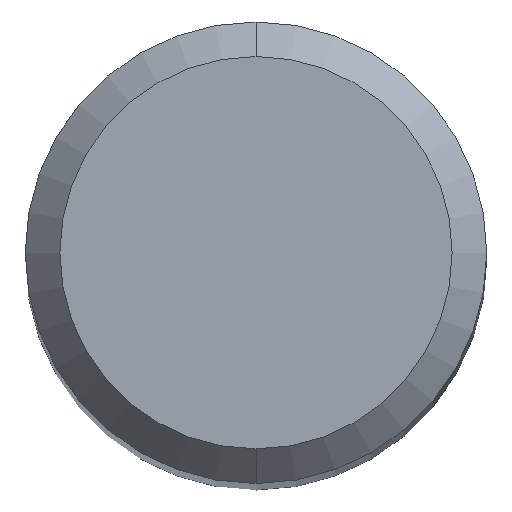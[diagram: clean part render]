
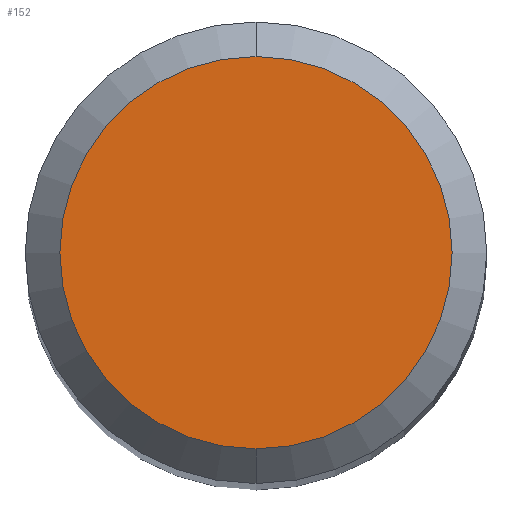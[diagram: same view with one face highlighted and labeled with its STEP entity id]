
A CAD part, top view. The second image highlights one B-rep face of the part: STEP entity #152.
In plain terms, the highlighted planar face has unit normal (0, 0, 1).
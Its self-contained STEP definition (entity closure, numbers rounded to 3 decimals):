
#122=EDGE_CURVE('',#224,#204,#273,.T.);
#152=ADVANCED_FACE('',(#306),#307,.T.);
#204=VERTEX_POINT('',#367);
#220=EDGE_CURVE('',#204,#224,#386,.T.);
#224=VERTEX_POINT('',#390);
#273=CIRCLE('',#437,1.7);
#306=FACE_OUTER_BOUND('',#481,.T.);
#307=PLANE('',#482);
#367=CARTESIAN_POINT('',(0.,-1.7,0.0));
#386=CIRCLE('',#581,1.7);
#390=CARTESIAN_POINT('',(0.0,1.7,0.0));
#437=AXIS2_PLACEMENT_3D('',#614,#615,#616);
#481=EDGE_LOOP('',(#649,#650));
#482=AXIS2_PLACEMENT_3D('',#651,#652,#653);
#581=AXIS2_PLACEMENT_3D('',#773,#774,#775);
#614=CARTESIAN_POINT('',(0.0,0.0,0.0));
#615=DIRECTION('',(0.0,0.0,-1.0));
#616=DIRECTION('',(0.0,1.0,0.0));
#649=ORIENTED_EDGE('',*,*,#122,.F.);
#650=ORIENTED_EDGE('',*,*,#220,.F.);
#651=CARTESIAN_POINT('',(0.0,0.85,0.0));
#652=DIRECTION('',(-0.0,0.0,1.0));
#653=DIRECTION('',(0.0,-1.0,0.0));
#773=CARTESIAN_POINT('',(0.0,0.0,0.0));
#774=DIRECTION('',(0.0,0.0,-1.0));
#775=DIRECTION('',(0.0,1.0,0.0));
